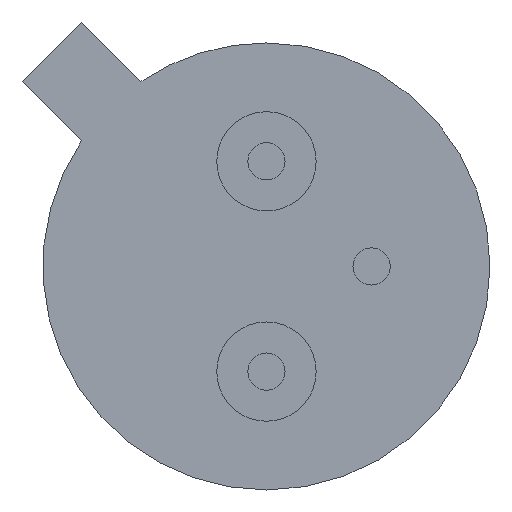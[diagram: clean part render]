
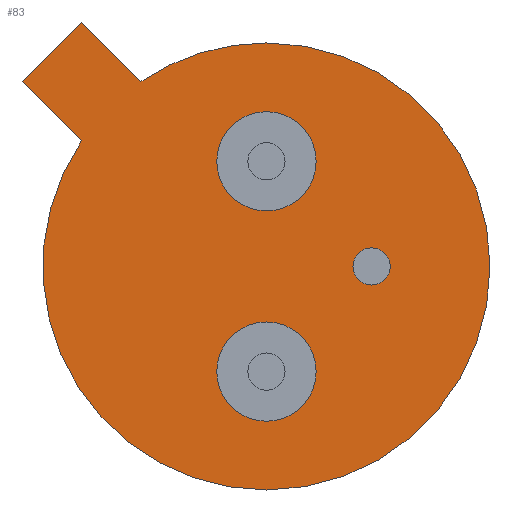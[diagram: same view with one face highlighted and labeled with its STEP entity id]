
A CAD part, front view. The second image highlights one B-rep face of the part: STEP entity #83.
In plain terms, the highlighted planar face has unit normal (0, -1, 0).
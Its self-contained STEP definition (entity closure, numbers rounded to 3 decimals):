
#16 = DIRECTION ( 'NONE',  ( 0., -1., 0. ) ) ;
#38 = CIRCLE ( 'NONE', #692, 2.7 ) ;
#56 = EDGE_CURVE ( 'NONE', #615, #217, #358, .T. ) ;
#66 = CIRCLE ( 'NONE', #152, 0.6 ) ;
#76 = DIRECTION ( 'NONE',  ( 0., 0., 1. ) ) ;
#80 = CARTESIAN_POINT ( 'NONE',  ( -2.234, 0., 2.953 ) ) ;
#83 = ADVANCED_FACE ( 'NONE', ( #151, #567, #89, #334 ), #480, .F. ) ;
#89 = FACE_BOUND ( 'NONE', #374, .T. ) ;
#94 = EDGE_LOOP ( 'NONE', ( #1111, #729 ) ) ;
#117 = VERTEX_POINT ( 'NONE', #233 ) ;
#123 = CARTESIAN_POINT ( 'NONE',  ( 0., 0., 0. ) ) ;
#127 = EDGE_CURVE ( 'NONE', #706, #187, #557, .T. ) ;
#132 = CARTESIAN_POINT ( 'NONE',  ( 0., 0., 0. ) ) ;
#139 = ORIENTED_EDGE ( 'NONE', *, *, #868, .F. ) ;
#151 = FACE_BOUND ( 'NONE', #94, .T. ) ;
#152 = AXIS2_PLACEMENT_3D ( 'NONE', #923, #399, #1002 ) ;
#159 = CARTESIAN_POINT ( 'NONE',  ( 0., 0., 0. ) ) ;
#179 = CARTESIAN_POINT ( 'NONE',  ( -2.234, 0., 2.953 ) ) ;
#187 = VERTEX_POINT ( 'NONE', #866 ) ;
#202 = ORIENTED_EDGE ( 'NONE', *, *, #864, .F. ) ;
#213 = DIRECTION ( 'NONE',  ( 0., 0., 1. ) ) ;
#215 = AXIS2_PLACEMENT_3D ( 'NONE', #838, #314, #926 ) ;
#217 = VERTEX_POINT ( 'NONE', #179 ) ;
#218 = CARTESIAN_POINT ( 'NONE',  ( 0., 0., -2.7 ) ) ;
#222 = DIRECTION ( 'NONE',  ( 0., 0., 1. ) ) ;
#233 = CARTESIAN_POINT ( 'NONE',  ( -2.234, 0., 1.516 ) ) ;
#236 = AXIS2_PLACEMENT_3D ( 'NONE', #556, #16, #647 ) ;
#272 = CARTESIAN_POINT ( 'NONE',  ( 0., 0., -0.67 ) ) ;
#275 = DIRECTION ( 'NONE',  ( 0., -1., 0. ) ) ;
#314 = DIRECTION ( 'NONE',  ( 0., -1., 0. ) ) ;
#324 = VERTEX_POINT ( 'NONE', #272 ) ;
#334 = FACE_BOUND ( 'NONE', #1015, .T. ) ;
#336 = EDGE_CURVE ( 'NONE', #324, #1071, #1029, .T. ) ;
#339 = ORIENTED_EDGE ( 'NONE', *, *, #1056, .F. ) ;
#356 = DIRECTION ( 'NONE',  ( 0.707, 0., -0.707 ) ) ;
#358 = LINE ( 'NONE', #1076, #1053 ) ;
#360 = AXIS2_PLACEMENT_3D ( 'NONE', #159, #950, #425 ) ;
#374 = EDGE_LOOP ( 'NONE', ( #664, #547 ) ) ;
#378 = DIRECTION ( 'NONE',  ( 0., -1., 0. ) ) ;
#399 = DIRECTION ( 'NONE',  ( 0., -1., 0. ) ) ;
#425 = DIRECTION ( 'NONE',  ( 0., 0., 1. ) ) ;
#438 = LINE ( 'NONE', #904, #816 ) ;
#440 = EDGE_CURVE ( 'NONE', #801, #682, #1001, .T. ) ;
#452 = EDGE_CURVE ( 'NONE', #707, #617, #896, .T. ) ;
#480 = PLANE ( 'NONE',  #1030 ) ;
#483 = CARTESIAN_POINT ( 'NONE',  ( -2.953, 0., 2.234 ) ) ;
#504 = VECTOR ( 'NONE', #356, 1000. ) ;
#513 = LINE ( 'NONE', #80, #504 ) ;
#536 = CARTESIAN_POINT ( 'NONE',  ( 0., 0., 1.27 ) ) ;
#543 = EDGE_CURVE ( 'NONE', #187, #587, #38, .T. ) ;
#547 = ORIENTED_EDGE ( 'NONE', *, *, #642, .F. ) ;
#556 = CARTESIAN_POINT ( 'NONE',  ( 1.27, 0., 0. ) ) ;
#557 = CIRCLE ( 'NONE', #360, 2.7 ) ;
#559 = ORIENTED_EDGE ( 'NONE', *, *, #543, .F. ) ;
#567 = FACE_OUTER_BOUND ( 'NONE', #787, .T. ) ;
#587 = VERTEX_POINT ( 'NONE', #218 ) ;
#593 = CIRCLE ( 'NONE', #1108, 2.7 ) ;
#595 = AXIS2_PLACEMENT_3D ( 'NONE', #799, #275, #888 ) ;
#607 = EDGE_CURVE ( 'NONE', #587, #117, #593, .T. ) ;
#613 = EDGE_CURVE ( 'NONE', #1071, #324, #66, .T. ) ;
#615 = VERTEX_POINT ( 'NONE', #483 ) ;
#617 = VERTEX_POINT ( 'NONE', #834 ) ;
#625 = DIRECTION ( 'NONE',  ( 0., 0., 1. ) ) ;
#642 = EDGE_CURVE ( 'NONE', #617, #707, #1033, .T. ) ;
#644 = ORIENTED_EDGE ( 'NONE', *, *, #440, .F. ) ;
#647 = DIRECTION ( 'NONE',  ( 0., 0., 1. ) ) ;
#664 = ORIENTED_EDGE ( 'NONE', *, *, #452, .F. ) ;
#670 = CARTESIAN_POINT ( 'NONE',  ( 0., 0., 1.87 ) ) ;
#682 = VERTEX_POINT ( 'NONE', #670 ) ;
#692 = AXIS2_PLACEMENT_3D ( 'NONE', #123, #735, #213 ) ;
#706 = VERTEX_POINT ( 'NONE', #1008 ) ;
#707 = VERTEX_POINT ( 'NONE', #931 ) ;
#729 = ORIENTED_EDGE ( 'NONE', *, *, #613, .F. ) ;
#735 = DIRECTION ( 'NONE',  ( 0., 1., 0. ) ) ;
#739 = AXIS2_PLACEMENT_3D ( 'NONE', #901, #378, #978 ) ;
#742 = DIRECTION ( 'NONE',  ( 0., 1., 0. ) ) ;
#764 = DIRECTION ( 'NONE',  ( 0., 1., 0. ) ) ;
#773 = CARTESIAN_POINT ( 'NONE',  ( 0., 0., 0. ) ) ;
#787 = EDGE_LOOP ( 'NONE', ( #880, #139, #883, #339, #845, #559 ) ) ;
#799 = CARTESIAN_POINT ( 'NONE',  ( 0., 0., -1.27 ) ) ;
#801 = VERTEX_POINT ( 'NONE', #1106 ) ;
#811 = CARTESIAN_POINT ( 'NONE',  ( 0., 0., -1.87 ) ) ;
#816 = VECTOR ( 'NONE', #1077, 1000. ) ;
#834 = CARTESIAN_POINT ( 'NONE',  ( 1.27, 0., -0.225 ) ) ;
#835 = AXIS2_PLACEMENT_3D ( 'NONE', #536, #1134, #625 ) ;
#838 = CARTESIAN_POINT ( 'NONE',  ( 1.27, 0., 0. ) ) ;
#842 = DIRECTION ( 'NONE',  ( 0.707, 0., 0.707 ) ) ;
#845 = ORIENTED_EDGE ( 'NONE', *, *, #607, .F. ) ;
#864 = EDGE_CURVE ( 'NONE', #682, #801, #917, .T. ) ;
#866 = CARTESIAN_POINT ( 'NONE',  ( 0., 0., 2.7 ) ) ;
#868 = EDGE_CURVE ( 'NONE', #217, #706, #513, .T. ) ;
#880 = ORIENTED_EDGE ( 'NONE', *, *, #127, .F. ) ;
#883 = ORIENTED_EDGE ( 'NONE', *, *, #56, .F. ) ;
#888 = DIRECTION ( 'NONE',  ( 0., 0., 1. ) ) ;
#896 = CIRCLE ( 'NONE', #236, 0.225 ) ;
#901 = CARTESIAN_POINT ( 'NONE',  ( 0., 0., 1.27 ) ) ;
#904 = CARTESIAN_POINT ( 'NONE',  ( -2.234, 0., 1.516 ) ) ;
#917 = CIRCLE ( 'NONE', #835, 0.6 ) ;
#923 = CARTESIAN_POINT ( 'NONE',  ( 0., 0., -1.27 ) ) ;
#926 = DIRECTION ( 'NONE',  ( 0., 0., 1. ) ) ;
#931 = CARTESIAN_POINT ( 'NONE',  ( 1.27, 0., 0.225 ) ) ;
#950 = DIRECTION ( 'NONE',  ( 0., 1., 0. ) ) ;
#978 = DIRECTION ( 'NONE',  ( 0., 0., 1. ) ) ;
#1001 = CIRCLE ( 'NONE', #739, 0.6 ) ;
#1002 = DIRECTION ( 'NONE',  ( 0., 0., 1. ) ) ;
#1008 = CARTESIAN_POINT ( 'NONE',  ( -1.516, 0., 2.234 ) ) ;
#1015 = EDGE_LOOP ( 'NONE', ( #202, #644 ) ) ;
#1029 = CIRCLE ( 'NONE', #595, 0.6 ) ;
#1030 = AXIS2_PLACEMENT_3D ( 'NONE', #773, #764, #76 ) ;
#1033 = CIRCLE ( 'NONE', #215, 0.225 ) ;
#1053 = VECTOR ( 'NONE', #842, 1000. ) ;
#1056 = EDGE_CURVE ( 'NONE', #117, #615, #438, .T. ) ;
#1071 = VERTEX_POINT ( 'NONE', #811 ) ;
#1076 = CARTESIAN_POINT ( 'NONE',  ( -2.953, 0., 2.234 ) ) ;
#1077 = DIRECTION ( 'NONE',  ( -0.707, 0., 0.707 ) ) ;
#1106 = CARTESIAN_POINT ( 'NONE',  ( 0., 0., 0.67 ) ) ;
#1108 = AXIS2_PLACEMENT_3D ( 'NONE', #132, #742, #222 ) ;
#1111 = ORIENTED_EDGE ( 'NONE', *, *, #336, .F. ) ;
#1134 = DIRECTION ( 'NONE',  ( 0., -1., 0. ) ) ;
